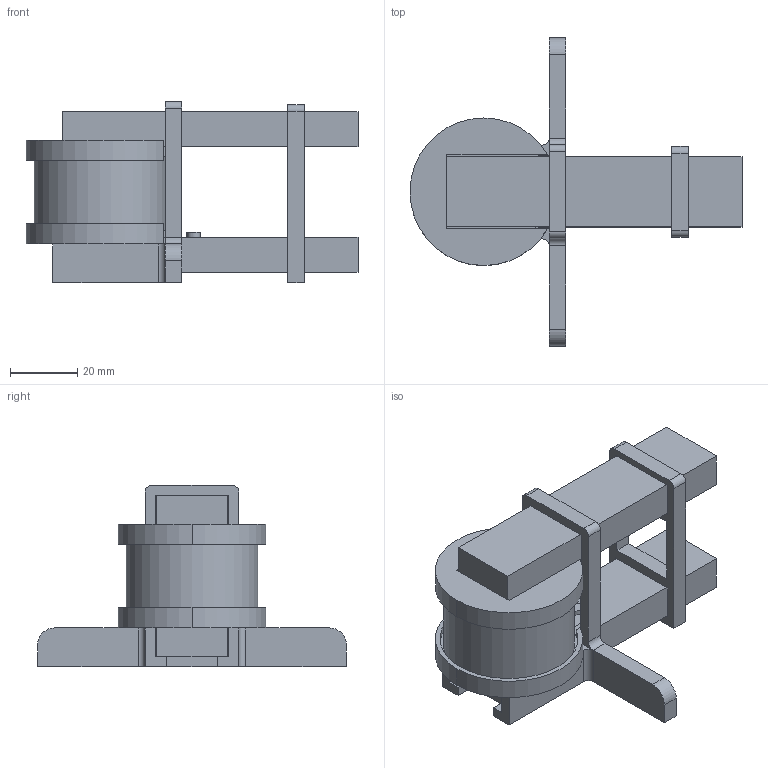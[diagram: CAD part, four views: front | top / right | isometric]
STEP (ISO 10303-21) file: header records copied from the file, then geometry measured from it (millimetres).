
FILE_DESCRIPTION(('HOOPS Exchange Step'),'2;1');
FILE_NAME('temp_export','2021-11-24T11:48:34+01:00',('vaclav'),('Shapr3D Limited'),'HOOPS Exchange 2021.1','Shapr3D','Authorized');
FILE_SCHEMA( ('AP203_CONFIGURATION_CONTROLLED_3D_DESIGN_OF_MECHANICAL_PARTS_AND_ASSEMBLIES_MIM_LF') );
Length unit declared in the file: millimetre
Products named in the file (1): 92ED1C92-685F-4DA7-84FD-8CB4A859001B.tmp
Bounding box: 99 x 92 x 54 mm (x, y, z)
Volume: 65372.4 mm3; surface area: 34691.3 mm2
Topology: 7 solids, 7 shells, 143 faces, 378 edges, 251 vertices
Faces by surface type: plane 118, cylinder 25
Full cylindrical faces by diameter (mm): 4 x1, 32 x1, 39.2 x1
Entity records: 4474 total; most frequent: CARTESIAN_POINT 773, ORIENTED_EDGE 756, DIRECTION 722, EDGE_CURVE 378, VECTOR 322, LINE 322, VERTEX_POINT 251, AXIS2_PLACEMENT_3D 200
